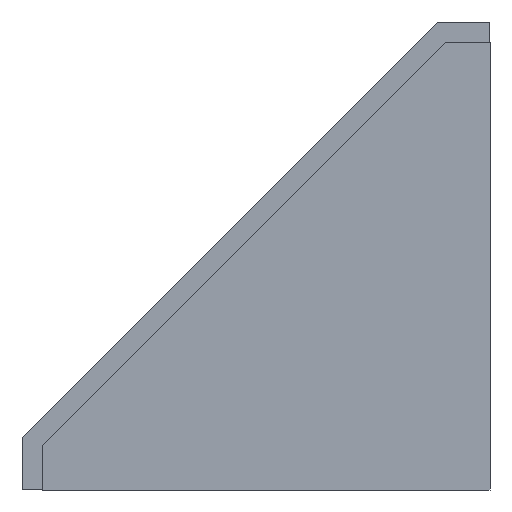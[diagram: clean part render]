
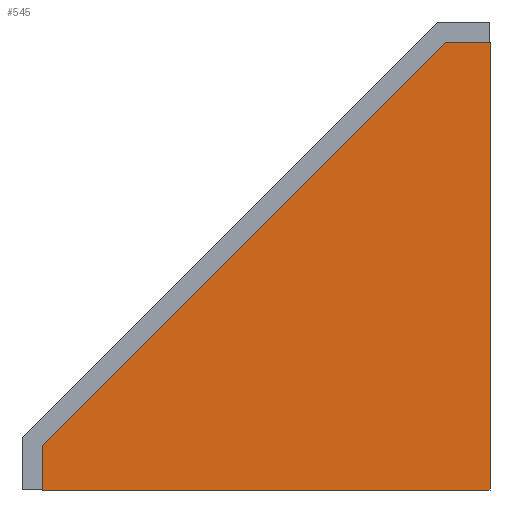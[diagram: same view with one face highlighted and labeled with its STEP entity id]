
A CAD part, left-side view. The second image highlights one B-rep face of the part: STEP entity #545.
In plain terms, the highlighted planar face has unit normal (-1, 0, 0).
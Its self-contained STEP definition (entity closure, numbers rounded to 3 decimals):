
#8 = VERTEX_POINT ( 'NONE', #123 ) ;
#12 = DIRECTION ( 'NONE',  ( 0., -0.707, 0.707 ) ) ;
#16 = LINE ( 'NONE', #637, #140 ) ;
#24 = VECTOR ( 'NONE', #410, 1000. ) ;
#33 = VECTOR ( 'NONE', #359, 1000. ) ;
#61 = LINE ( 'NONE', #528, #446 ) ;
#68 = EDGE_CURVE ( 'NONE', #310, #573, #61, .T. ) ;
#115 = EDGE_CURVE ( 'NONE', #472, #310, #16, .T. ) ;
#120 = AXIS2_PLACEMENT_3D ( 'NONE', #427, #269, #530 ) ;
#121 = VECTOR ( 'NONE', #618, 1000. ) ;
#123 = CARTESIAN_POINT ( 'NONE',  ( -21.5, 0., 0. ) ) ;
#140 = VECTOR ( 'NONE', #495, 1000. ) ;
#141 = ORIENTED_EDGE ( 'NONE', *, *, #190, .F. ) ;
#154 = VERTEX_POINT ( 'NONE', #225 ) ;
#175 = ORIENTED_EDGE ( 'NONE', *, *, #428, .F. ) ;
#190 = EDGE_CURVE ( 'NONE', #573, #154, #649, .T. ) ;
#192 = LINE ( 'NONE', #510, #33 ) ;
#211 = ORIENTED_EDGE ( 'NONE', *, *, #115, .F. ) ;
#225 = CARTESIAN_POINT ( 'NONE',  ( -21.5, 0., 86. ) ) ;
#251 = EDGE_CURVE ( 'NONE', #8, #472, #192, .T. ) ;
#258 = CARTESIAN_POINT ( 'NONE',  ( -21.5, 0., 0. ) ) ;
#269 = DIRECTION ( 'NONE',  ( 1., 0., 0. ) ) ;
#299 = CARTESIAN_POINT ( 'NONE',  ( -21.5, 8.5, 86. ) ) ;
#310 = VERTEX_POINT ( 'NONE', #572 ) ;
#354 = LINE ( 'NONE', #258, #121 ) ;
#355 = EDGE_LOOP ( 'NONE', ( #211, #633, #175, #141, #415 ) ) ;
#359 = DIRECTION ( 'NONE',  ( 0., 1., 0. ) ) ;
#378 = CARTESIAN_POINT ( 'NONE',  ( -21.5, 8.5, 86. ) ) ;
#410 = DIRECTION ( 'NONE',  ( 0., -1., 0. ) ) ;
#415 = ORIENTED_EDGE ( 'NONE', *, *, #68, .F. ) ;
#419 = CARTESIAN_POINT ( 'NONE',  ( -21.5, 86., 0. ) ) ;
#427 = CARTESIAN_POINT ( 'NONE',  ( -21.5, 0., 0. ) ) ;
#428 = EDGE_CURVE ( 'NONE', #154, #8, #354, .T. ) ;
#432 = PLANE ( 'NONE',  #120 ) ;
#446 = VECTOR ( 'NONE', #12, 1000. ) ;
#472 = VERTEX_POINT ( 'NONE', #419 ) ;
#478 = FACE_OUTER_BOUND ( 'NONE', #355, .T. ) ;
#495 = DIRECTION ( 'NONE',  ( 0., 0., 1. ) ) ;
#510 = CARTESIAN_POINT ( 'NONE',  ( -21.5, 0., 0. ) ) ;
#528 = CARTESIAN_POINT ( 'NONE',  ( -21.5, 86., 8.5 ) ) ;
#530 = DIRECTION ( 'NONE',  ( 0., 0., -1. ) ) ;
#545 = ADVANCED_FACE ( 'NONE', ( #478 ), #432, .F. ) ;
#572 = CARTESIAN_POINT ( 'NONE',  ( -21.5, 86., 8.5 ) ) ;
#573 = VERTEX_POINT ( 'NONE', #378 ) ;
#618 = DIRECTION ( 'NONE',  ( 0., 0., -1. ) ) ;
#633 = ORIENTED_EDGE ( 'NONE', *, *, #251, .F. ) ;
#637 = CARTESIAN_POINT ( 'NONE',  ( -21.5, 86., 1.5 ) ) ;
#649 = LINE ( 'NONE', #299, #24 ) ;
